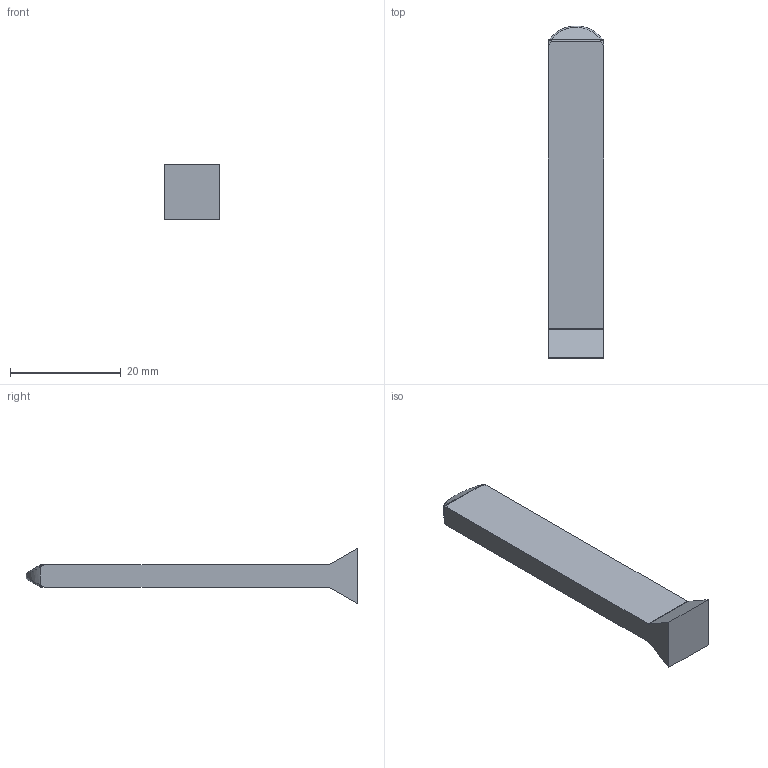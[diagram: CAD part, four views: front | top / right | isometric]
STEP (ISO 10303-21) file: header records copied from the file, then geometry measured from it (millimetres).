
FILE_DESCRIPTION(/* description */ ('WKZ-0453'),/* implementation_level */ '2;1');
FILE_NAME(/* name */ 'E_3_01_03_00_00_WKZ-0453.stp',/* time_stamp */ '2024-02-06T14:03:38+01:00',/* author */ ('DFischer'),/* organization */ (''),/* preprocessor_version */ 'ST-DEVELOPER v18.1',/* originating_system */ 'Autodesk Inventor 2021',/* authorisation */ '');
FILE_SCHEMA (('AUTOMOTIVE_DESIGN { 1 0 10303 214 3 1 1 }'));
Length unit declared in the file: millimetre
Products named in the file (1): E_3_01_03_00_00_WKZ-0453
Bounding box: 10 x 60 x 10 mm (x, y, z)
Volume: 2502 mm3; surface area: 1818 mm2
Topology: 1 solids, 1 shells, 24 faces, 54 edges, 32 vertices
Faces by surface type: plane 9, cylinder 5, sphere 4, torus 4, bspline 2
Entity records: 791 total; most frequent: CARTESIAN_POINT 205, DIRECTION 124, ORIENTED_EDGE 108, EDGE_CURVE 54, AXIS2_PLACEMENT_3D 51, VERTEX_POINT 32, CIRCLE 24, FACE_OUTER_BOUND 24
